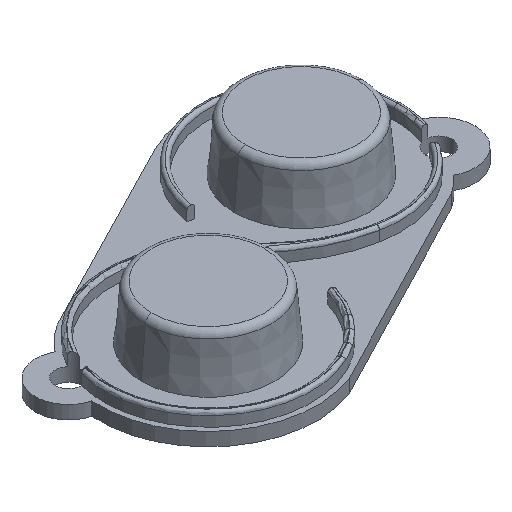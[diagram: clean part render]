
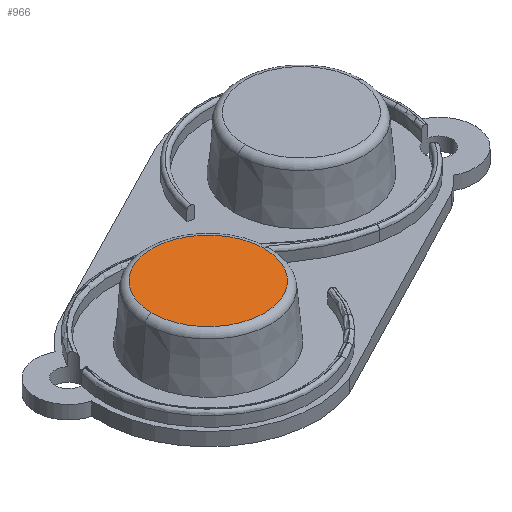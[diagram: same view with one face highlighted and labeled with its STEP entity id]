
A CAD part, isometric view. The second image highlights one B-rep face of the part: STEP entity #966.
In plain terms, the highlighted planar face has unit normal (0, 0, 1).
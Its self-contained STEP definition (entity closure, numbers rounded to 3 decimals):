
#190 = DIRECTION ( 'NONE',  ( 1., 0., 0. ) ) ;
#474 = CARTESIAN_POINT ( 'NONE',  ( -5.905, -15.787, 4. ) ) ;
#483 = PLANE ( 'NONE',  #1375 ) ;
#579 = EDGE_CURVE ( 'NONE', #831, #1758, #791, .T. ) ;
#625 = CIRCLE ( 'NONE', #1800, 4.192 ) ;
#699 = EDGE_LOOP ( 'NONE', ( #2069, #1028 ) ) ;
#742 = CARTESIAN_POINT ( 'NONE',  ( -5.905, -15.787, 4. ) ) ;
#791 = CIRCLE ( 'NONE', #1159, 4.192 ) ;
#831 = VERTEX_POINT ( 'NONE', #1610 ) ;
#858 = DIRECTION ( 'NONE',  ( 0., 0., 1. ) ) ;
#896 = DIRECTION ( 'NONE',  ( 0., 0., 1. ) ) ;
#966 = ADVANCED_FACE ( 'NONE', ( #973 ), #483, .T. ) ;
#973 = FACE_OUTER_BOUND ( 'NONE', #699, .T. ) ;
#1000 = DIRECTION ( 'NONE',  ( 0., 0., 1. ) ) ;
#1028 = ORIENTED_EDGE ( 'NONE', *, *, #579, .T. ) ;
#1159 = AXIS2_PLACEMENT_3D ( 'NONE', #742, #896, #1861 ) ;
#1261 = CARTESIAN_POINT ( 'NONE',  ( -1.713, -15.787, 4. ) ) ;
#1375 = AXIS2_PLACEMENT_3D ( 'NONE', #474, #1000, #190 ) ;
#1501 = DIRECTION ( 'NONE',  ( 1., 0., 0. ) ) ;
#1579 = EDGE_CURVE ( 'NONE', #1758, #831, #625, .T. ) ;
#1610 = CARTESIAN_POINT ( 'NONE',  ( -10.097, -15.787, 4. ) ) ;
#1659 = CARTESIAN_POINT ( 'NONE',  ( -5.905, -15.787, 4. ) ) ;
#1758 = VERTEX_POINT ( 'NONE', #1261 ) ;
#1800 = AXIS2_PLACEMENT_3D ( 'NONE', #1659, #858, #1501 ) ;
#1861 = DIRECTION ( 'NONE',  ( 1., 0., 0. ) ) ;
#2069 = ORIENTED_EDGE ( 'NONE', *, *, #1579, .T. ) ;
